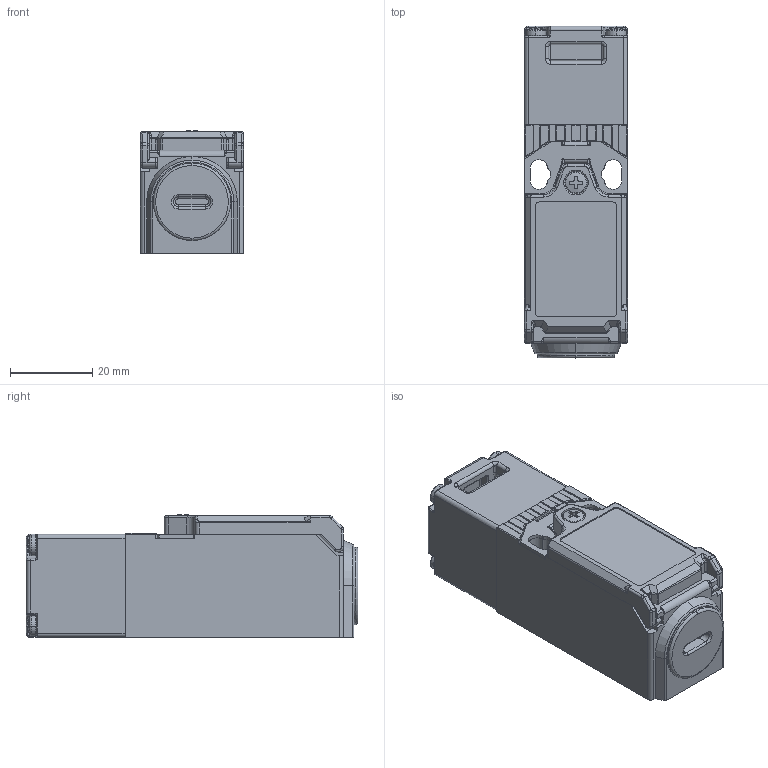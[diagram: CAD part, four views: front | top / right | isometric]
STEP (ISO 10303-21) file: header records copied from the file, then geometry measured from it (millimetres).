
FILE_DESCRIPTION (( 'STEP AP214' ), '1' );
FILE_NAME ('INCH-1-222004.STEP', '2015-08-11T14:57:40', ( '' ), ( '' ), 'SwSTEP 2.0', 'SolidWorks 2014', '' );
FILE_SCHEMA (( 'AUTOMOTIVE_DESIGN' ));
Length unit declared in the file: inch
Products named in the file (1): INCH-1-222004
Bounding box: 25 x 80.5 x 29.77 mm (x, y, z)
Volume: 23815.8 mm3; surface area: 26273.2 mm2
Topology: 14 solids, 14 shells, 1863 faces, 4727 edges, 2887 vertices
Faces by surface type: plane 738, cylinder 677, torus 224, bspline 95, sphere 69, cone 60
Entity records: 62328 total; most frequent: CARTESIAN_POINT 18032, ORIENTED_EDGE 9294, DIRECTION 9275, EDGE_CURVE 4647, AXIS2_PLACEMENT_3D 3353, VERTEX_POINT 2874, VECTOR 2569, LINE 2569
